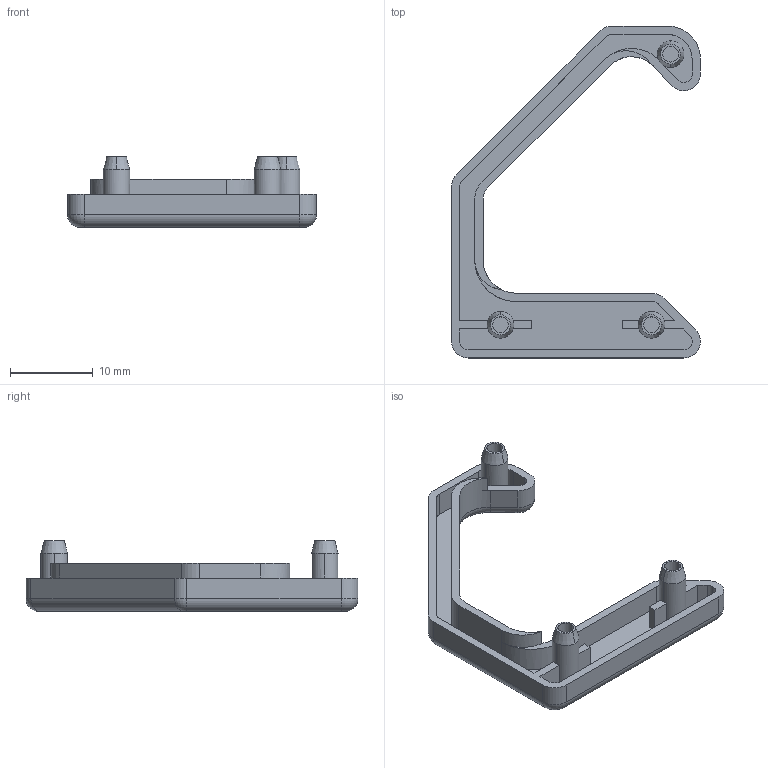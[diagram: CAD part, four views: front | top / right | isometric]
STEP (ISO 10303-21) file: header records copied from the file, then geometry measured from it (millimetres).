
FILE_DESCRIPTION (( 'STEP AP203' ), '1' );
FILE_NAME ('251000100_c_1.STEP', '2022-12-13T14:11:36', ( '' ), ( '' ), 'SwSTEP 2.0', 'SolidWorks 2014', '' );
FILE_SCHEMA (( 'CONFIG_CONTROL_DESIGN' ));
Length unit declared in the file: millimetre
Products named in the file (1): 251000100_c_1
Bounding box: 30 x 40 x 8.5 mm (x, y, z)
Volume: 1039.7 mm3; surface area: 2420.7 mm2
Topology: 1 solids, 1 shells, 107 faces, 281 edges, 179 vertices
Faces by surface type: cylinder 46, plane 44, torus 11, cone 6
Entity records: 3501 total; most frequent: CARTESIAN_POINT 680, DIRECTION 617, ORIENTED_EDGE 562, EDGE_CURVE 281, AXIS2_PLACEMENT_3D 231, VERTEX_POINT 179, VECTOR 155, LINE 155
